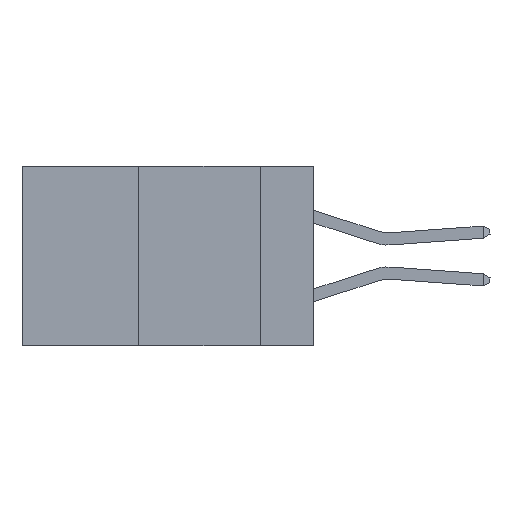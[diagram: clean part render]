
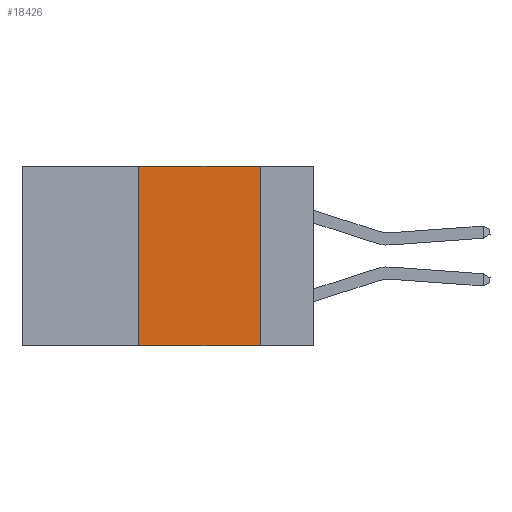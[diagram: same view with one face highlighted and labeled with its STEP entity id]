
A CAD part, left-side view. The second image highlights one B-rep face of the part: STEP entity #18426.
In plain terms, the highlighted planar face has unit normal (-1, 0, 0).
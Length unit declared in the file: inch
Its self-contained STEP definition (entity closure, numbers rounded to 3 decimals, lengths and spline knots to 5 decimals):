
#885 = ORIENTED_EDGE ( 'NONE', *, *, #28473, .T. ) ;
#1092 = CARTESIAN_POINT ( 'NONE',  ( 0., 0.36, -0.37 ) ) ;
#1148 = DIRECTION ( 'NONE',  ( 0., 0., 1. ) ) ;
#1665 = LINE ( 'NONE', #14931, #37959 ) ;
#1990 = VERTEX_POINT ( 'NONE', #11547 ) ;
#4396 = DIRECTION ( 'NONE',  ( 0., -1., 0. ) ) ;
#4592 = LINE ( 'NONE', #21887, #13910 ) ;
#5328 = DIRECTION ( 'NONE',  ( 0., 0., -1. ) ) ;
#6344 = LINE ( 'NONE', #22367, #41503 ) ;
#7183 = EDGE_LOOP ( 'NONE', ( #7963, #22280, #16787, #885 ) ) ;
#7779 = VERTEX_POINT ( 'NONE', #42364 ) ;
#7963 = ORIENTED_EDGE ( 'NONE', *, *, #36463, .F. ) ;
#8694 = PLANE ( 'NONE',  #27219 ) ;
#11547 = CARTESIAN_POINT ( 'NONE',  ( 0., 0.11, 0. ) ) ;
#11647 = EDGE_CURVE ( 'NONE', #33962, #1990, #39214, .T. ) ;
#13575 = CARTESIAN_POINT ( 'NONE',  ( 0., 0.6, 0. ) ) ;
#13910 = VECTOR ( 'NONE', #4396, 39.37008 ) ;
#14931 = CARTESIAN_POINT ( 'NONE',  ( 0., 0.11, 0. ) ) ;
#16787 = ORIENTED_EDGE ( 'NONE', *, *, #30272, .F. ) ;
#16979 = VERTEX_POINT ( 'NONE', #1092 ) ;
#18426 = ADVANCED_FACE ( 'NONE', ( #31480 ), #8694, .F. ) ;
#20509 = VECTOR ( 'NONE', #38005, 39.37008 ) ;
#21887 = CARTESIAN_POINT ( 'NONE',  ( 0., 0.6, -0.37 ) ) ;
#22280 = ORIENTED_EDGE ( 'NONE', *, *, #11647, .F. ) ;
#22367 = CARTESIAN_POINT ( 'NONE',  ( 0., 0.36, 0. ) ) ;
#22825 = CARTESIAN_POINT ( 'NONE',  ( 0., 0.6, 0. ) ) ;
#26390 = DIRECTION ( 'NONE',  ( 1., 0., 0. ) ) ;
#27219 = AXIS2_PLACEMENT_3D ( 'NONE', #22825, #26390, #5328 ) ;
#28473 = EDGE_CURVE ( 'NONE', #16979, #7779, #4592, .T. ) ;
#30272 = EDGE_CURVE ( 'NONE', #16979, #33962, #6344, .T. ) ;
#31480 = FACE_OUTER_BOUND ( 'NONE', #7183, .T. ) ;
#32332 = DIRECTION ( 'NONE',  ( 0., 0., -1. ) ) ;
#33962 = VERTEX_POINT ( 'NONE', #43941 ) ;
#36463 = EDGE_CURVE ( 'NONE', #1990, #7779, #1665, .T. ) ;
#37959 = VECTOR ( 'NONE', #32332, 39.37008 ) ;
#38005 = DIRECTION ( 'NONE',  ( 0., -1., 0. ) ) ;
#39214 = LINE ( 'NONE', #13575, #20509 ) ;
#41503 = VECTOR ( 'NONE', #1148, 39.37008 ) ;
#42364 = CARTESIAN_POINT ( 'NONE',  ( 0., 0.11, -0.37 ) ) ;
#43941 = CARTESIAN_POINT ( 'NONE',  ( 0., 0.36, 0. ) ) ;
